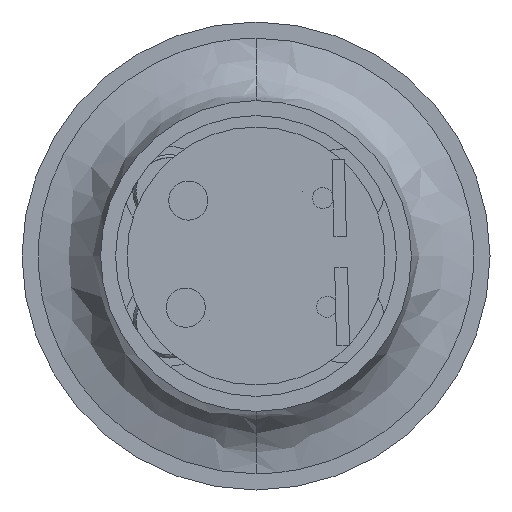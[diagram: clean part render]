
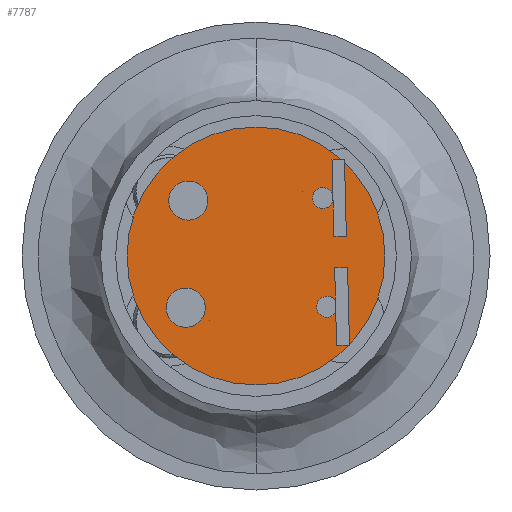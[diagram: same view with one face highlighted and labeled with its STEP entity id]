
A CAD part, front view. The second image highlights one B-rep face of the part: STEP entity #7787.
In plain terms, the highlighted planar face has unit normal (0, -1, 0).
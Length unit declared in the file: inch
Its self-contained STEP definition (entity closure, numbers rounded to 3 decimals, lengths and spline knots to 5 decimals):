
#269 = CARTESIAN_POINT ( 'NONE',  ( 0.17059, -2.13333, -0.12215 ) ) ;
#270 = DIRECTION ( 'NONE',  ( 0., 1., 0. ) ) ;
#271 = DIRECTION ( 'NONE',  ( 0., 0., -1. ) ) ;
#272 = CARTESIAN_POINT ( 'NONE',  ( -0.16901, -2.13333, -0.12416 ) ) ;
#273 = DIRECTION ( 'NONE',  ( 0., 1., 0. ) ) ;
#274 = DIRECTION ( 'NONE',  ( 0., 0., -1. ) ) ;
#275 = CARTESIAN_POINT ( 'NONE',  ( -0.16267, -2.13333, 0.13324 ) ) ;
#276 = DIRECTION ( 'NONE',  ( 0., 1., 0. ) ) ;
#277 = DIRECTION ( 'NONE',  ( 1., 0., 0. ) ) ;
#280 = CARTESIAN_POINT ( 'NONE',  ( 0.16065, -2.13333, 0.13912 ) ) ;
#281 = DIRECTION ( 'NONE',  ( 0., 1., 0. ) ) ;
#282 = DIRECTION ( 'NONE',  ( 1., 0., 0. ) ) ;
#301 = CARTESIAN_POINT ( 'NONE',  ( 0., -2.13333, 0. ) ) ;
#302 = DIRECTION ( 'NONE',  ( 0., 1., 0. ) ) ;
#303 = DIRECTION ( 'NONE',  ( 0., 0., 1. ) ) ;
#304 = CARTESIAN_POINT ( 'NONE',  ( -0.11104, -2.13333, -0.15418 ) ) ;
#305 = DIRECTION ( 'NONE',  ( 0., 1., 0. ) ) ;
#306 = DIRECTION ( 'NONE',  ( 0., 0., -1. ) ) ;
#309 = CARTESIAN_POINT ( 'NONE',  ( 0.11104, -2.13333, 0.15418 ) ) ;
#310 = DIRECTION ( 'NONE',  ( 0., 1., 0. ) ) ;
#311 = DIRECTION ( 'NONE',  ( 0., 0., -1. ) ) ;
#1013 = FACE_BOUND ( 'NONE', #1322, .T. ) ;
#1018 = FACE_BOUND ( 'NONE', #1327, .T. ) ;
#1019 = FACE_BOUND ( 'NONE', #1321, .T. ) ;
#1021 = FACE_BOUND ( 'NONE', #1324, .T. ) ;
#1022 = FACE_OUTER_BOUND ( 'NONE', #1319, .T. ) ;
#1023 = FACE_BOUND ( 'NONE', #1329, .T. ) ;
#1024 = FACE_BOUND ( 'NONE', #1326, .T. ) ;
#1256 = AXIS2_PLACEMENT_3D ( 'NONE', #7989, #7990, #7991 ) ;
#1258 = AXIS2_PLACEMENT_3D ( 'NONE', #7979, #7980, #7981 ) ;
#1260 = AXIS2_PLACEMENT_3D ( 'NONE', #7969, #7970, #7971 ) ;
#1263 = AXIS2_PLACEMENT_3D ( 'NONE', #7954, #7955, #7956 ) ;
#1276 = AXIS2_PLACEMENT_3D ( 'NONE', #7948, #7949, #7950 ) ;
#1319 = EDGE_LOOP ( 'NONE', ( #2876, #2879 ) ) ;
#1321 = EDGE_LOOP ( 'NONE', ( #2872, #2874 ) ) ;
#1322 = EDGE_LOOP ( 'NONE', ( #2881, #2883 ) ) ;
#1324 = EDGE_LOOP ( 'NONE', ( #2885, #2887 ) ) ;
#1326 = EDGE_LOOP ( 'NONE', ( #2898, #2900 ) ) ;
#1327 = EDGE_LOOP ( 'NONE', ( #2889, #2892 ) ) ;
#1329 = EDGE_LOOP ( 'NONE', ( #2894, #2896 ) ) ;
#1468 = PLANE ( 'NONE',  #9059 ) ;
#1469 = DIRECTION ( 'NONE',  ( 0., -1., 0. ) ) ;
#1474 = CARTESIAN_POINT ( 'NONE',  ( 0., -2.13333, 0. ) ) ;
#1475 = DIRECTION ( 'NONE',  ( 0., 0., -1. ) ) ;
#2077 = CIRCLE ( 'NONE', #1276, 0.00005 ) ;
#2079 = CIRCLE ( 'NONE', #1263, 0.025 ) ;
#2083 = CIRCLE ( 'NONE', #1260, 0.047 ) ;
#2092 = CIRCLE ( 'NONE', #1258, 0.047 ) ;
#2098 = CIRCLE ( 'NONE', #1256, 0.025 ) ;
#2872 = ORIENTED_EDGE ( 'NONE', *, *, #8898, .T. ) ;
#2874 = ORIENTED_EDGE ( 'NONE', *, *, #8455, .T. ) ;
#2876 = ORIENTED_EDGE ( 'NONE', *, *, #3868, .F. ) ;
#2879 = ORIENTED_EDGE ( 'NONE', *, *, #8906, .F. ) ;
#2881 = ORIENTED_EDGE ( 'NONE', *, *, #3874, .T. ) ;
#2883 = ORIENTED_EDGE ( 'NONE', *, *, #8907, .T. ) ;
#2885 = ORIENTED_EDGE ( 'NONE', *, *, #8453, .T. ) ;
#2887 = ORIENTED_EDGE ( 'NONE', *, *, #8908, .T. ) ;
#2889 = ORIENTED_EDGE ( 'NONE', *, *, #8897, .T. ) ;
#2892 = ORIENTED_EDGE ( 'NONE', *, *, #8461, .T. ) ;
#2894 = ORIENTED_EDGE ( 'NONE', *, *, #8896, .T. ) ;
#2896 = ORIENTED_EDGE ( 'NONE', *, *, #8465, .T. ) ;
#2898 = ORIENTED_EDGE ( 'NONE', *, *, #8895, .T. ) ;
#2900 = ORIENTED_EDGE ( 'NONE', *, *, #8469, .T. ) ;
#3543 = AXIS2_PLACEMENT_3D ( 'NONE', #6424, #6425, #6426 ) ;
#3550 = AXIS2_PLACEMENT_3D ( 'NONE', #5611, #5612, #5614 ) ;
#3868 = EDGE_CURVE ( 'NONE', #8600, #8663, #7339, .T. ) ;
#3874 = EDGE_CURVE ( 'NONE', #8591, #8661, #7352, .T. ) ;
#4858 = CIRCLE ( 'NONE', #8260, 0.025 ) ;
#4859 = CIRCLE ( 'NONE', #8259, 0.047 ) ;
#4860 = CIRCLE ( 'NONE', #8258, 0.047 ) ;
#4861 = CIRCLE ( 'NONE', #8257, 0.025 ) ;
#4870 = CIRCLE ( 'NONE', #8276, 0.31 ) ;
#4871 = CIRCLE ( 'NONE', #9995, 0.00005 ) ;
#4872 = CIRCLE ( 'NONE', #9994, 0.00005 ) ;
#5611 = CARTESIAN_POINT ( 'NONE',  ( 0., -2.13333, 0. ) ) ;
#5612 = DIRECTION ( 'NONE',  ( 0., 1., 0. ) ) ;
#5614 = DIRECTION ( 'NONE',  ( 0., 0., 1. ) ) ;
#6217 = CARTESIAN_POINT ( 'NONE',  ( -0.11104, -2.13333, -0.15413 ) ) ;
#6219 = CARTESIAN_POINT ( 'NONE',  ( 0., -2.13333, -0.31 ) ) ;
#6424 = CARTESIAN_POINT ( 'NONE',  ( -0.11104, -2.13333, -0.15418 ) ) ;
#6425 = DIRECTION ( 'NONE',  ( 0., 1., 0. ) ) ;
#6426 = DIRECTION ( 'NONE',  ( 0., 0., -1. ) ) ;
#6877 = CARTESIAN_POINT ( 'NONE',  ( -0.16901, -2.13333, -0.17116 ) ) ;
#6895 = CARTESIAN_POINT ( 'NONE',  ( 0.17059, -2.13333, -0.09715 ) ) ;
#6902 = CARTESIAN_POINT ( 'NONE',  ( 0.11104, -2.13333, 0.15413 ) ) ;
#6907 = CARTESIAN_POINT ( 'NONE',  ( -0.16901, -2.13333, -0.07716 ) ) ;
#6922 = CARTESIAN_POINT ( 'NONE',  ( -0.11104, -2.13333, -0.15423 ) ) ;
#6931 = CARTESIAN_POINT ( 'NONE',  ( 0., -2.13333, 0.31 ) ) ;
#6932 = CARTESIAN_POINT ( 'NONE',  ( 0.18565, -2.13333, 0.13912 ) ) ;
#6939 = CARTESIAN_POINT ( 'NONE',  ( -0.11567, -2.13333, 0.13324 ) ) ;
#6943 = CARTESIAN_POINT ( 'NONE',  ( 0.13565, -2.13333, 0.13912 ) ) ;
#6944 = CARTESIAN_POINT ( 'NONE',  ( -0.20967, -2.13333, 0.13324 ) ) ;
#6962 = CARTESIAN_POINT ( 'NONE',  ( 0.17059, -2.13333, -0.14715 ) ) ;
#6969 = CARTESIAN_POINT ( 'NONE',  ( 0.11104, -2.13333, 0.15423 ) ) ;
#7339 = CIRCLE ( 'NONE', #3550, 0.31 ) ;
#7352 = CIRCLE ( 'NONE', #3543, 0.00005 ) ;
#7787 = ADVANCED_FACE ( 'NONE', ( #1019, #1022, #1013, #1021, #1018, #1023, #1024 ), #1468, .T. ) ;
#7948 = CARTESIAN_POINT ( 'NONE',  ( 0.11104, -2.13333, 0.15418 ) ) ;
#7949 = DIRECTION ( 'NONE',  ( 0., 1., 0. ) ) ;
#7950 = DIRECTION ( 'NONE',  ( 0., 0., -1. ) ) ;
#7954 = CARTESIAN_POINT ( 'NONE',  ( 0.16065, -2.13333, 0.13912 ) ) ;
#7955 = DIRECTION ( 'NONE',  ( 0., 1., 0. ) ) ;
#7956 = DIRECTION ( 'NONE',  ( 1., 0., 0. ) ) ;
#7969 = CARTESIAN_POINT ( 'NONE',  ( -0.16267, -2.13333, 0.13324 ) ) ;
#7970 = DIRECTION ( 'NONE',  ( 0., 1., 0. ) ) ;
#7971 = DIRECTION ( 'NONE',  ( 1., 0., 0. ) ) ;
#7979 = CARTESIAN_POINT ( 'NONE',  ( -0.16901, -2.13333, -0.12416 ) ) ;
#7980 = DIRECTION ( 'NONE',  ( 0., 1., 0. ) ) ;
#7981 = DIRECTION ( 'NONE',  ( 0., 0., -1. ) ) ;
#7989 = CARTESIAN_POINT ( 'NONE',  ( 0.17059, -2.13333, -0.12215 ) ) ;
#7990 = DIRECTION ( 'NONE',  ( 0., 1., 0. ) ) ;
#7991 = DIRECTION ( 'NONE',  ( 0., 0., -1. ) ) ;
#8257 = AXIS2_PLACEMENT_3D ( 'NONE', #280, #281, #282 ) ;
#8258 = AXIS2_PLACEMENT_3D ( 'NONE', #275, #276, #277 ) ;
#8259 = AXIS2_PLACEMENT_3D ( 'NONE', #272, #273, #274 ) ;
#8260 = AXIS2_PLACEMENT_3D ( 'NONE', #269, #270, #271 ) ;
#8276 = AXIS2_PLACEMENT_3D ( 'NONE', #301, #302, #303 ) ;
#8453 = EDGE_CURVE ( 'NONE', #8571, #8638, #2077, .T. ) ;
#8455 = EDGE_CURVE ( 'NONE', #8612, #8601, #2079, .T. ) ;
#8461 = EDGE_CURVE ( 'NONE', #8613, #8608, #2083, .T. ) ;
#8465 = EDGE_CURVE ( 'NONE', #8576, #8546, #2092, .T. ) ;
#8469 = EDGE_CURVE ( 'NONE', #8564, #8631, #2098, .T. ) ;
#8546 = VERTEX_POINT ( 'NONE', #6877 ) ;
#8564 = VERTEX_POINT ( 'NONE', #6895 ) ;
#8571 = VERTEX_POINT ( 'NONE', #6902 ) ;
#8576 = VERTEX_POINT ( 'NONE', #6907 ) ;
#8591 = VERTEX_POINT ( 'NONE', #6922 ) ;
#8600 = VERTEX_POINT ( 'NONE', #6931 ) ;
#8601 = VERTEX_POINT ( 'NONE', #6932 ) ;
#8608 = VERTEX_POINT ( 'NONE', #6939 ) ;
#8612 = VERTEX_POINT ( 'NONE', #6943 ) ;
#8613 = VERTEX_POINT ( 'NONE', #6944 ) ;
#8631 = VERTEX_POINT ( 'NONE', #6962 ) ;
#8638 = VERTEX_POINT ( 'NONE', #6969 ) ;
#8661 = VERTEX_POINT ( 'NONE', #6217 ) ;
#8663 = VERTEX_POINT ( 'NONE', #6219 ) ;
#8895 = EDGE_CURVE ( 'NONE', #8631, #8564, #4858, .T. ) ;
#8896 = EDGE_CURVE ( 'NONE', #8546, #8576, #4859, .T. ) ;
#8897 = EDGE_CURVE ( 'NONE', #8608, #8613, #4860, .T. ) ;
#8898 = EDGE_CURVE ( 'NONE', #8601, #8612, #4861, .T. ) ;
#8906 = EDGE_CURVE ( 'NONE', #8663, #8600, #4870, .T. ) ;
#8907 = EDGE_CURVE ( 'NONE', #8661, #8591, #4871, .T. ) ;
#8908 = EDGE_CURVE ( 'NONE', #8638, #8571, #4872, .T. ) ;
#9059 = AXIS2_PLACEMENT_3D ( 'NONE', #1474, #1469, #1475 ) ;
#9994 = AXIS2_PLACEMENT_3D ( 'NONE', #309, #310, #311 ) ;
#9995 = AXIS2_PLACEMENT_3D ( 'NONE', #304, #305, #306 ) ;
